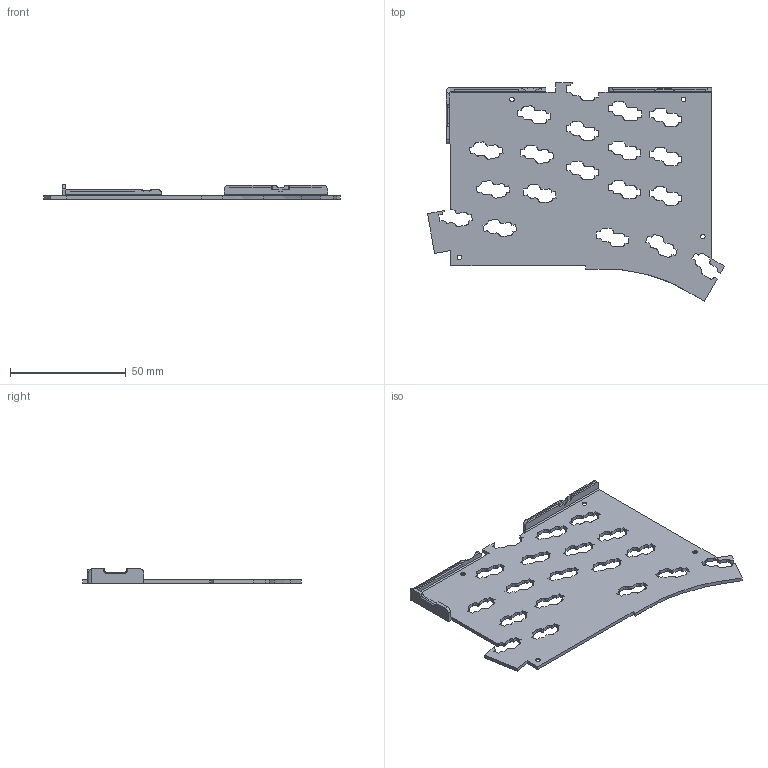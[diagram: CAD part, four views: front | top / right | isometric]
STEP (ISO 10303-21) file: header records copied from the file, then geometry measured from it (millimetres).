
FILE_DESCRIPTION(/* description */ (''),/* implementation_level */ '2;1');
FILE_NAME(/* name */ 'TOTEM case_v06_noTRRS_leftBottom.step',/* time_stamp */ '2022-11-13T22:51:18+01:00',/* author */ (''),/* organization */ (''),/* preprocessor_version */ 'ST-DEVELOPER v19.2',/* originating_system */ 'Autodesk Translation Framework v11.17.0.187',/* authorisation */ '');
FILE_SCHEMA (('AUTOMOTIVE_DESIGN { 1 0 10303 214 3 1 1 }'));
Length unit declared in the file: millimetre
Products named in the file (1): TOTEM case_v06
Bounding box: 128.32 x 94.46 x 6.2 mm (x, y, z)
Volume: 12250.7 mm3; surface area: 18334.7 mm2
Topology: 1 solids, 1 shells, 777 faces, 2294 edges, 1523 vertices
Faces by surface type: plane 398, bspline 350, cylinder 19, cone 10
Full cylindrical faces by diameter (mm): 2 x4, 9 x4
Entity records: 28013 total; most frequent: CARTESIAN_POINT 9381, ORIENTED_EDGE 4588, DIRECTION 2647, EDGE_CURVE 2294, LINE 1541, VECTOR 1541, VERTEX_POINT 1523, EDGE_LOOP 821
